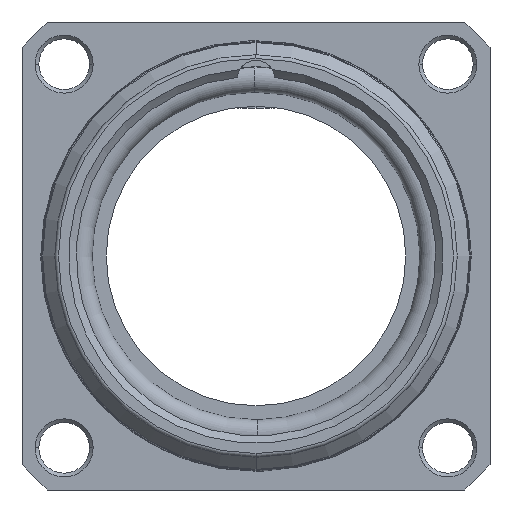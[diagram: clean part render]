
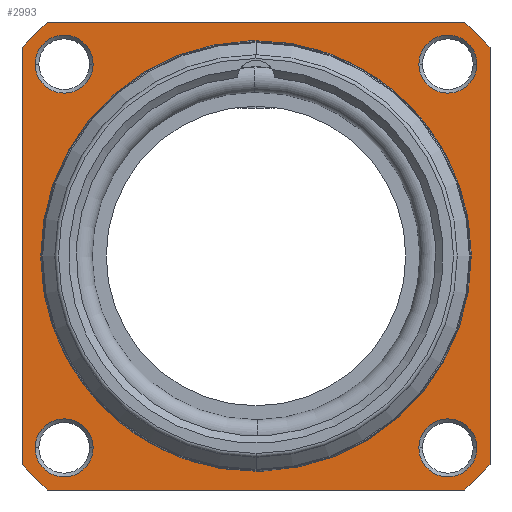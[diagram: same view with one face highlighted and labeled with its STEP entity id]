
A CAD part, front view. The second image highlights one B-rep face of the part: STEP entity #2993.
In plain terms, the highlighted planar face has unit normal (0, -1, 0).
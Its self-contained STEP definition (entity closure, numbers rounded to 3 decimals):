
#722=CARTESIAN_POINT('',(0.,5.7,0.));
#723=DIRECTION('',(0.,1.,0.));
#724=DIRECTION('',(0.,0.,-1.));
#725=AXIS2_PLACEMENT_3D('',#722,#723,#724);
#736=CARTESIAN_POINT('',(0.,5.7,0.));
#737=DIRECTION('',(0.,1.,0.));
#738=DIRECTION('',(0.,0.,1.));
#739=AXIS2_PLACEMENT_3D('',#736,#737,#738);
#745=CARTESIAN_POINT('',(0.,5.7,0.));
#746=DIRECTION('',(0.,-1.,0.));
#747=DIRECTION('',(-0.746,0.,-0.666));
#748=AXIS2_PLACEMENT_3D('',#745,#746,#747);
#750=DIRECTION('',(0.,0.,1.));
#751=VECTOR('',#750,22.299);
#752=CARTESIAN_POINT('',(-12.5,5.7,-11.15));
#753=LINE('',#752,#751);
#754=CARTESIAN_POINT('',(0.,5.7,0.));
#755=DIRECTION('',(0.,-1.,0.));
#756=DIRECTION('',(-0.666,0.,0.746));
#757=AXIS2_PLACEMENT_3D('',#754,#755,#756);
#759=DIRECTION('',(1.,0.,0.));
#760=VECTOR('',#759,22.299);
#761=CARTESIAN_POINT('',(-11.15,5.7,12.5));
#762=LINE('',#761,#760);
#763=CARTESIAN_POINT('',(0.,5.7,0.));
#764=DIRECTION('',(0.,-1.,0.));
#765=DIRECTION('',(0.746,0.,0.666));
#766=AXIS2_PLACEMENT_3D('',#763,#764,#765);
#768=DIRECTION('',(0.,0.,-1.));
#769=VECTOR('',#768,22.299);
#770=CARTESIAN_POINT('',(12.5,5.7,11.15));
#771=LINE('',#770,#769);
#772=CARTESIAN_POINT('',(0.,5.7,0.));
#773=DIRECTION('',(0.,-1.,0.));
#774=DIRECTION('',(0.666,0.,-0.746));
#775=AXIS2_PLACEMENT_3D('',#772,#773,#774);
#777=DIRECTION('',(-1.,0.,0.));
#778=VECTOR('',#777,22.299);
#779=CARTESIAN_POINT('',(11.15,5.7,-12.5));
#780=LINE('',#779,#778);
#781=CARTESIAN_POINT('',(-10.25,5.7,-10.25));
#782=DIRECTION('',(0.,1.,0.));
#783=DIRECTION('',(1.,0.,0.));
#784=AXIS2_PLACEMENT_3D('',#781,#782,#783);
#786=CARTESIAN_POINT('',(-10.25,5.7,-10.25));
#787=DIRECTION('',(0.,1.,0.));
#788=DIRECTION('',(-1.,0.,0.));
#789=AXIS2_PLACEMENT_3D('',#786,#787,#788);
#791=CARTESIAN_POINT('',(-10.25,5.7,10.25));
#792=DIRECTION('',(0.,1.,0.));
#793=DIRECTION('',(1.,0.,0.));
#794=AXIS2_PLACEMENT_3D('',#791,#792,#793);
#796=CARTESIAN_POINT('',(-10.25,5.7,10.25));
#797=DIRECTION('',(0.,1.,0.));
#798=DIRECTION('',(-1.,0.,0.));
#799=AXIS2_PLACEMENT_3D('',#796,#797,#798);
#801=CARTESIAN_POINT('',(10.25,5.7,10.25));
#802=DIRECTION('',(0.,1.,0.));
#803=DIRECTION('',(1.,0.,0.));
#804=AXIS2_PLACEMENT_3D('',#801,#802,#803);
#806=CARTESIAN_POINT('',(10.25,5.7,10.25));
#807=DIRECTION('',(0.,1.,0.));
#808=DIRECTION('',(-1.,0.,0.));
#809=AXIS2_PLACEMENT_3D('',#806,#807,#808);
#811=CARTESIAN_POINT('',(10.25,5.7,-10.25));
#812=DIRECTION('',(0.,1.,0.));
#813=DIRECTION('',(1.,0.,0.));
#814=AXIS2_PLACEMENT_3D('',#811,#812,#813);
#816=CARTESIAN_POINT('',(10.25,5.7,-10.25));
#817=DIRECTION('',(0.,1.,0.));
#818=DIRECTION('',(-1.,0.,0.));
#819=AXIS2_PLACEMENT_3D('',#816,#817,#818);
#1889=CARTESIAN_POINT('',(0.,5.7,-11.45));
#1890=CARTESIAN_POINT('',(0.,5.7,11.45));
#1891=VERTEX_POINT('',#1889);
#1892=VERTEX_POINT('',#1890);
#1911=CARTESIAN_POINT('',(-12.5,5.7,-11.15));
#1912=CARTESIAN_POINT('',(-11.15,5.7,-12.5));
#1913=VERTEX_POINT('',#1911);
#1914=VERTEX_POINT('',#1912);
#1915=CARTESIAN_POINT('',(11.15,5.7,-12.5));
#1916=CARTESIAN_POINT('',(12.5,5.7,-11.15));
#1917=VERTEX_POINT('',#1915);
#1918=VERTEX_POINT('',#1916);
#1919=CARTESIAN_POINT('',(12.5,5.7,11.15));
#1920=CARTESIAN_POINT('',(11.15,5.7,12.5));
#1921=VERTEX_POINT('',#1919);
#1922=VERTEX_POINT('',#1920);
#1923=CARTESIAN_POINT('',(-11.15,5.7,12.5));
#1924=CARTESIAN_POINT('',(-12.5,5.7,11.15));
#1925=VERTEX_POINT('',#1923);
#1926=VERTEX_POINT('',#1924);
#1959=CARTESIAN_POINT('',(-8.7,5.7,-10.25));
#1960=CARTESIAN_POINT('',(-11.8,5.7,-10.25));
#1961=VERTEX_POINT('',#1959);
#1962=VERTEX_POINT('',#1960);
#1967=CARTESIAN_POINT('',(-8.7,5.7,10.25));
#1968=CARTESIAN_POINT('',(-11.8,5.7,10.25));
#1969=VERTEX_POINT('',#1967);
#1970=VERTEX_POINT('',#1968);
#1975=CARTESIAN_POINT('',(11.8,5.7,10.25));
#1976=CARTESIAN_POINT('',(8.7,5.7,10.25));
#1977=VERTEX_POINT('',#1975);
#1978=VERTEX_POINT('',#1976);
#1983=CARTESIAN_POINT('',(11.8,5.7,-10.25));
#1984=CARTESIAN_POINT('',(8.7,5.7,-10.25));
#1985=VERTEX_POINT('',#1983);
#1986=VERTEX_POINT('',#1984);
#2942=CARTESIAN_POINT('',(0.,5.7,0.));
#2943=DIRECTION('',(0.,1.,0.));
#2944=DIRECTION('',(-1.,0.,0.));
#2945=AXIS2_PLACEMENT_3D('',#2942,#2943,#2944);
#2946=PLANE('',#2945);
#2948=ORIENTED_EDGE('',*,*,#2947,.F.);
#2950=ORIENTED_EDGE('',*,*,#2949,.T.);
#2952=ORIENTED_EDGE('',*,*,#2951,.F.);
#2954=ORIENTED_EDGE('',*,*,#2953,.T.);
#2956=ORIENTED_EDGE('',*,*,#2955,.F.);
#2958=ORIENTED_EDGE('',*,*,#2957,.T.);
#2960=ORIENTED_EDGE('',*,*,#2959,.F.);
#2962=ORIENTED_EDGE('',*,*,#2961,.T.);
#2963=EDGE_LOOP('',(#2948,#2950,#2952,#2954,#2956,#2958,#2960,#2962));
#2964=FACE_OUTER_BOUND('',#2963,.F.);
#2965=ORIENTED_EDGE('',*,*,#2922,.F.);
#2966=ORIENTED_EDGE('',*,*,#2936,.F.);
#2967=EDGE_LOOP('',(#2965,#2966));
#2968=FACE_BOUND('',#2967,.F.);
#2970=ORIENTED_EDGE('',*,*,#2969,.F.);
#2972=ORIENTED_EDGE('',*,*,#2971,.F.);
#2973=EDGE_LOOP('',(#2970,#2972));
#2974=FACE_BOUND('',#2973,.F.);
#2976=ORIENTED_EDGE('',*,*,#2975,.F.);
#2978=ORIENTED_EDGE('',*,*,#2977,.F.);
#2979=EDGE_LOOP('',(#2976,#2978));
#2980=FACE_BOUND('',#2979,.F.);
#2982=ORIENTED_EDGE('',*,*,#2981,.F.);
#2984=ORIENTED_EDGE('',*,*,#2983,.F.);
#2985=EDGE_LOOP('',(#2982,#2984));
#2986=FACE_BOUND('',#2985,.F.);
#2988=ORIENTED_EDGE('',*,*,#2987,.F.);
#2990=ORIENTED_EDGE('',*,*,#2989,.F.);
#2991=EDGE_LOOP('',(#2988,#2990));
#2992=FACE_BOUND('',#2991,.F.);
#726=CIRCLE('',#725,11.45);
#740=CIRCLE('',#739,11.45);
#749=CIRCLE('',#748,16.75);
#758=CIRCLE('',#757,16.75);
#767=CIRCLE('',#766,16.75);
#776=CIRCLE('',#775,16.75);
#785=CIRCLE('',#784,1.55);
#790=CIRCLE('',#789,1.55);
#795=CIRCLE('',#794,1.55);
#800=CIRCLE('',#799,1.55);
#805=CIRCLE('',#804,1.55);
#810=CIRCLE('',#809,1.55);
#815=CIRCLE('',#814,1.55);
#820=CIRCLE('',#819,1.55);
#2922=EDGE_CURVE('',#1891,#1892,#726,.T.);
#2936=EDGE_CURVE('',#1892,#1891,#740,.T.);
#2947=EDGE_CURVE('',#1913,#1914,#749,.T.);
#2949=EDGE_CURVE('',#1913,#1926,#753,.T.);
#2951=EDGE_CURVE('',#1925,#1926,#758,.T.);
#2953=EDGE_CURVE('',#1925,#1922,#762,.T.);
#2955=EDGE_CURVE('',#1921,#1922,#767,.T.);
#2957=EDGE_CURVE('',#1921,#1918,#771,.T.);
#2959=EDGE_CURVE('',#1917,#1918,#776,.T.);
#2961=EDGE_CURVE('',#1917,#1914,#780,.T.);
#2969=EDGE_CURVE('',#1961,#1962,#785,.T.);
#2971=EDGE_CURVE('',#1962,#1961,#790,.T.);
#2975=EDGE_CURVE('',#1969,#1970,#795,.T.);
#2977=EDGE_CURVE('',#1970,#1969,#800,.T.);
#2981=EDGE_CURVE('',#1977,#1978,#805,.T.);
#2983=EDGE_CURVE('',#1978,#1977,#810,.T.);
#2987=EDGE_CURVE('',#1985,#1986,#815,.T.);
#2989=EDGE_CURVE('',#1986,#1985,#820,.T.);
#2993=ADVANCED_FACE('',(#2964,#2968,#2974,#2980,#2986,#2992),#2946,.F.);
